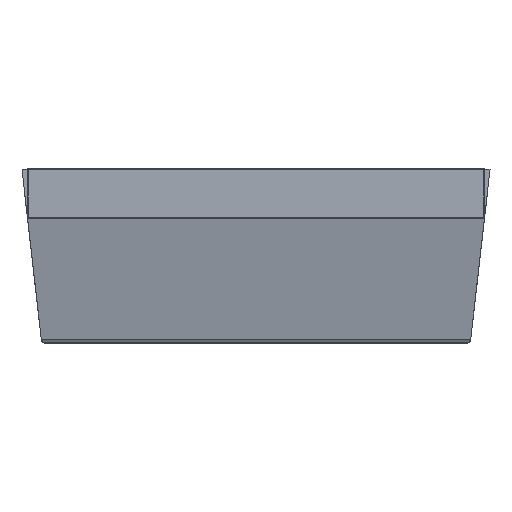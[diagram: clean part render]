
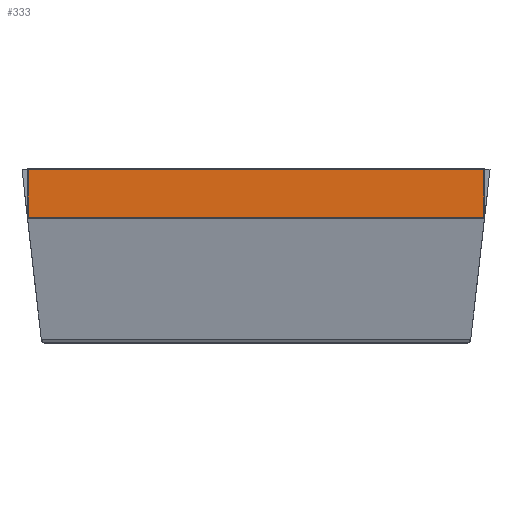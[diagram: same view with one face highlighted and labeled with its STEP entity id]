
A CAD part, top view. The second image highlights one B-rep face of the part: STEP entity #333.
In plain terms, the highlighted planar face has unit normal (0, 0, 1).
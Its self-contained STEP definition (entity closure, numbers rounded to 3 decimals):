
#333=ADVANCED_FACE('',(#567),#6748,.T.);
#567=FACE_OUTER_BOUND('',#801,.T.);
#801=EDGE_LOOP('',(#1170,#1171,#1172,#1173));
#1170=ORIENTED_EDGE('',*,*,#4610,.T.);
#1171=ORIENTED_EDGE('',*,*,#4611,.T.);
#1172=ORIENTED_EDGE('',*,*,#4612,.T.);
#1173=ORIENTED_EDGE('',*,*,#4613,.T.);
#2174=PCURVE('',#6748,#3178);
#2175=PCURVE('',#6748,#3179);
#2176=PCURVE('',#6748,#3180);
#2177=PCURVE('',#6748,#3181);
#2255=PCURVE('',#6568,#3259);
#2256=PCURVE('',#6569,#3260);
#2260=PCURVE('',#6570,#3264);
#2264=PCURVE('',#6571,#3268);
#3178=DEFINITIONAL_REPRESENTATION('',(#5279),#14249);
#3179=DEFINITIONAL_REPRESENTATION('',(#5281),#14249);
#3180=DEFINITIONAL_REPRESENTATION('',(#5283),#14249);
#3181=DEFINITIONAL_REPRESENTATION('',(#5285),#14249);
#3259=DEFINITIONAL_REPRESENTATION('',(#5396),#14249);
#3260=DEFINITIONAL_REPRESENTATION('',(#5397),#14249);
#3264=DEFINITIONAL_REPRESENTATION('',(#5401),#14249);
#3268=DEFINITIONAL_REPRESENTATION('',(#5405),#14249);
#4108=SURFACE_CURVE('',#5278,(#2174,#2264),.PCURVE_S1.);
#4109=SURFACE_CURVE('',#5280,(#2175,#2255),.PCURVE_S1.);
#4110=SURFACE_CURVE('',#5282,(#2176,#2256),.PCURVE_S1.);
#4111=SURFACE_CURVE('',#5284,(#2177,#2260),.PCURVE_S1.);
#4610=EDGE_CURVE('',#6345,#6347,#4108,.T.);
#4611=EDGE_CURVE('',#6347,#6348,#4109,.T.);
#4612=EDGE_CURVE('',#6348,#6346,#4110,.T.);
#4613=EDGE_CURVE('',#6346,#6345,#4111,.T.);
#5278=B_SPLINE_CURVE_WITH_KNOTS('',1,(#9066,#9067),.UNSPECIFIED.,.F.,.F.,
(2,2),(-1.23,-0.02),.UNSPECIFIED.);
#5279=B_SPLINE_CURVE_WITH_KNOTS('',3,(#9068,#9069,#9070,#9071),
 .UNSPECIFIED.,.F.,.F.,(4,4),(-1.23,-0.02),.UNSPECIFIED.);
#5280=B_SPLINE_CURVE_WITH_KNOTS('',1,(#9072,#9073),.UNSPECIFIED.,.F.,.F.,
(2,2),(0.02,11.58),.UNSPECIFIED.);
#5281=B_SPLINE_CURVE_WITH_KNOTS('',3,(#9074,#9075,#9076,#9077),
 .UNSPECIFIED.,.F.,.F.,(4,4),(0.02,11.58),.UNSPECIFIED.);
#5282=B_SPLINE_CURVE_WITH_KNOTS('',1,(#9078,#9079),.UNSPECIFIED.,.F.,.F.,
(2,2),(-1.23,-0.02),.UNSPECIFIED.);
#5283=B_SPLINE_CURVE_WITH_KNOTS('',3,(#9080,#9081,#9082,#9083),
 .UNSPECIFIED.,.F.,.F.,(4,4),(-1.23,-0.02),.UNSPECIFIED.);
#5284=B_SPLINE_CURVE_WITH_KNOTS('',1,(#9084,#9085),.UNSPECIFIED.,.F.,.F.,
(2,2),(-11.58,-0.02),.UNSPECIFIED.);
#5285=B_SPLINE_CURVE_WITH_KNOTS('',3,(#9086,#9087,#9088,#9089),
 .UNSPECIFIED.,.F.,.F.,(4,4),(-11.58,-0.02),.UNSPECIFIED.);
#5396=B_SPLINE_CURVE_WITH_KNOTS('',1,(#9788,#9789),.UNSPECIFIED.,.F.,.F.,
(2,2),(0.02,11.58),.UNSPECIFIED.);
#5397=B_SPLINE_CURVE_WITH_KNOTS('',1,(#9790,#9791),.UNSPECIFIED.,.F.,.F.,
(2,2),(-1.23,-0.02),.UNSPECIFIED.);
#5401=B_SPLINE_CURVE_WITH_KNOTS('',1,(#9804,#9805),.UNSPECIFIED.,.F.,.F.,
(2,2),(-11.58,-0.02),.UNSPECIFIED.);
#5405=B_SPLINE_CURVE_WITH_KNOTS('',1,(#9818,#9819),.UNSPECIFIED.,.F.,.F.,
(2,2),(-1.23,-0.02),.UNSPECIFIED.);
#6345=VERTEX_POINT('',#8894);
#6346=VERTEX_POINT('',#8895);
#6347=VERTEX_POINT('',#8896);
#6348=VERTEX_POINT('',#8897);
#6568=(
BOUNDED_SURFACE()
B_SPLINE_SURFACE(2,1,((#8070,#8071),(#8072,#8073),(#8074,#8075)),
 .UNSPECIFIED.,.F.,.F.,.F.)
B_SPLINE_SURFACE_WITH_KNOTS((3,3),(2,2),(0.,0.031),(-0.4,12.004),
 .UNSPECIFIED.)
GEOMETRIC_REPRESENTATION_ITEM()
RATIONAL_B_SPLINE_SURFACE(((1.,1.),(0.707,0.707),
(1.,1.)))
REPRESENTATION_ITEM('')
SURFACE()
);
#6569=(
BOUNDED_SURFACE()
B_SPLINE_SURFACE(1,2,((#8076,#8077,#8078),(#8079,#8080,#8081)),
 .UNSPECIFIED.,.F.,.F.,.F.)
B_SPLINE_SURFACE_WITH_KNOTS((2,2),(3,3),(-0.4,1.65),(0.,0.031),
 .UNSPECIFIED.)
GEOMETRIC_REPRESENTATION_ITEM()
RATIONAL_B_SPLINE_SURFACE(((1.,0.707,1.),(1.,0.707,
1.)))
REPRESENTATION_ITEM('')
SURFACE()
);
#6570=(
BOUNDED_SURFACE()
B_SPLINE_SURFACE(1,2,((#8082,#8083,#8084),(#8085,#8086,#8087)),
 .UNSPECIFIED.,.F.,.F.,.F.)
B_SPLINE_SURFACE_WITH_KNOTS((2,2),(3,3),(-0.4,12.004),(0.,0.031),
 .UNSPECIFIED.)
GEOMETRIC_REPRESENTATION_ITEM()
RATIONAL_B_SPLINE_SURFACE(((1.,0.707,1.),(1.,0.707,
1.)))
REPRESENTATION_ITEM('')
SURFACE()
);
#6571=(
BOUNDED_SURFACE()
B_SPLINE_SURFACE(1,2,((#8088,#8089,#8090),(#8091,#8092,#8093)),
 .UNSPECIFIED.,.F.,.F.,.F.)
B_SPLINE_SURFACE_WITH_KNOTS((2,2),(3,3),(-0.4,1.65),(0.,0.031),
 .UNSPECIFIED.)
GEOMETRIC_REPRESENTATION_ITEM()
RATIONAL_B_SPLINE_SURFACE(((1.,0.707,1.),(1.,0.707,
1.)))
REPRESENTATION_ITEM('')
SURFACE()
);
#6748=PLANE('',#6828);
#6828=AXIS2_PLACEMENT_3D('',#8004,#6891,$);
#6891=DIRECTION('',(0.,0.,1.));
#8004=CARTESIAN_POINT('',(-5.8,1.4,19.107));
#8070=CARTESIAN_POINT('',(-6.2,1.42,19.107));
#8071=CARTESIAN_POINT('',(6.204,1.42,19.107));
#8072=CARTESIAN_POINT('',(-6.2,1.4,19.107));
#8073=CARTESIAN_POINT('',(6.204,1.4,19.107));
#8074=CARTESIAN_POINT('',(-6.2,1.4,19.087));
#8075=CARTESIAN_POINT('',(6.204,1.4,19.087));
#8076=CARTESIAN_POINT('',(5.78,3.05,19.107));
#8077=CARTESIAN_POINT('',(5.8,3.05,19.107));
#8078=CARTESIAN_POINT('',(5.8,3.05,19.087));
#8079=CARTESIAN_POINT('',(5.78,1.,19.107));
#8080=CARTESIAN_POINT('',(5.8,1.,19.107));
#8081=CARTESIAN_POINT('',(5.8,1.,19.087));
#8082=CARTESIAN_POINT('',(-6.2,2.63,19.107));
#8083=CARTESIAN_POINT('',(-6.2,2.65,19.107));
#8084=CARTESIAN_POINT('',(-6.2,2.65,19.087));
#8085=CARTESIAN_POINT('',(6.204,2.63,19.107));
#8086=CARTESIAN_POINT('',(6.204,2.65,19.107));
#8087=CARTESIAN_POINT('',(6.204,2.65,19.087));
#8088=CARTESIAN_POINT('',(-5.78,1.,19.107));
#8089=CARTESIAN_POINT('',(-5.8,1.,19.107));
#8090=CARTESIAN_POINT('',(-5.8,1.,19.087));
#8091=CARTESIAN_POINT('',(-5.78,3.05,19.107));
#8092=CARTESIAN_POINT('',(-5.8,3.05,19.107));
#8093=CARTESIAN_POINT('',(-5.8,3.05,19.087));
#8894=CARTESIAN_POINT('',(-5.78,2.63,19.107));
#8895=CARTESIAN_POINT('',(5.78,2.63,19.107));
#8896=CARTESIAN_POINT('',(-5.78,1.42,19.107));
#8897=CARTESIAN_POINT('',(5.78,1.42,19.107));
#9066=CARTESIAN_POINT('',(-5.78,2.63,19.107));
#9067=CARTESIAN_POINT('',(-5.78,1.42,19.107));
#9068=CARTESIAN_POINT('',(0.02,1.23));
#9069=CARTESIAN_POINT('',(0.02,0.827));
#9070=CARTESIAN_POINT('',(0.02,0.423));
#9071=CARTESIAN_POINT('',(0.02,0.02));
#9072=CARTESIAN_POINT('',(-5.78,1.42,19.107));
#9073=CARTESIAN_POINT('',(5.78,1.42,19.107));
#9074=CARTESIAN_POINT('',(0.02,0.02));
#9075=CARTESIAN_POINT('',(3.873,0.02));
#9076=CARTESIAN_POINT('',(7.727,0.02));
#9077=CARTESIAN_POINT('',(11.58,0.02));
#9078=CARTESIAN_POINT('',(5.78,1.42,19.107));
#9079=CARTESIAN_POINT('',(5.78,2.63,19.107));
#9080=CARTESIAN_POINT('',(11.58,0.02));
#9081=CARTESIAN_POINT('',(11.58,0.423));
#9082=CARTESIAN_POINT('',(11.58,0.827));
#9083=CARTESIAN_POINT('',(11.58,1.23));
#9084=CARTESIAN_POINT('',(5.78,2.63,19.107));
#9085=CARTESIAN_POINT('',(-5.78,2.63,19.107));
#9086=CARTESIAN_POINT('',(11.58,1.23));
#9087=CARTESIAN_POINT('',(7.727,1.23));
#9088=CARTESIAN_POINT('',(3.873,1.23));
#9089=CARTESIAN_POINT('',(0.02,1.23));
#9788=CARTESIAN_POINT('',(0.,0.02));
#9789=CARTESIAN_POINT('',(0.,11.58));
#9790=CARTESIAN_POINT('',(1.23,0.));
#9791=CARTESIAN_POINT('',(0.02,0.));
#9804=CARTESIAN_POINT('',(11.58,0.));
#9805=CARTESIAN_POINT('',(0.02,0.));
#9818=CARTESIAN_POINT('',(1.23,0.));
#9819=CARTESIAN_POINT('',(0.02,0.));
#14249=(
GEOMETRIC_REPRESENTATION_CONTEXT(2)
PARAMETRIC_REPRESENTATION_CONTEXT()
REPRESENTATION_CONTEXT('pspace','')
);
